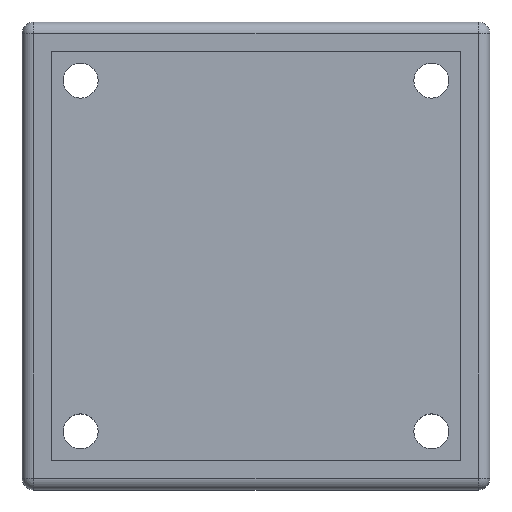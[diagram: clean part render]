
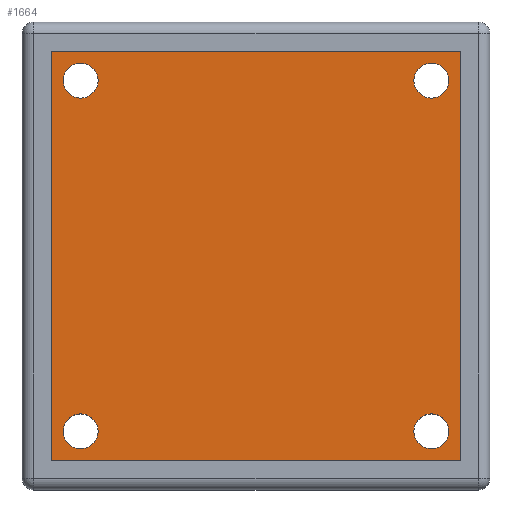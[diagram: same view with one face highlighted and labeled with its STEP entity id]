
A CAD part, top view. The second image highlights one B-rep face of the part: STEP entity #1664.
In plain terms, the highlighted planar face has unit normal (0, 0, 1).
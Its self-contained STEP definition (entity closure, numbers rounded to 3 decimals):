
#491 = CYLINDRICAL_SURFACE('',#492,1.5);
#492 = AXIS2_PLACEMENT_3D('',#493,#494,#495);
#493 = CARTESIAN_POINT('',(-15.,-15.,5.));
#494 = DIRECTION('',(-0.,-0.,-1.));
#495 = DIRECTION('',(1.,0.,0.));
#526 = CYLINDRICAL_SURFACE('',#527,1.5);
#527 = AXIS2_PLACEMENT_3D('',#528,#529,#530);
#528 = CARTESIAN_POINT('',(15.,-15.,5.));
#529 = DIRECTION('',(-0.,-0.,-1.));
#530 = DIRECTION('',(1.,0.,0.));
#561 = CYLINDRICAL_SURFACE('',#562,1.5);
#562 = AXIS2_PLACEMENT_3D('',#563,#564,#565);
#563 = CARTESIAN_POINT('',(-15.,15.,5.));
#564 = DIRECTION('',(-0.,-0.,-1.));
#565 = DIRECTION('',(1.,0.,0.));
#596 = CYLINDRICAL_SURFACE('',#597,1.5);
#597 = AXIS2_PLACEMENT_3D('',#598,#599,#600);
#598 = CARTESIAN_POINT('',(15.,15.,5.));
#599 = DIRECTION('',(-0.,-0.,-1.));
#600 = DIRECTION('',(1.,0.,0.));
#840 = PLANE('',#841);
#841 = AXIS2_PLACEMENT_3D('',#842,#843,#844);
#842 = CARTESIAN_POINT('',(-17.5,-17.5,10.));
#843 = DIRECTION('',(1.,0.,0.));
#844 = DIRECTION('',(0.,1.,0.));
#868 = PLANE('',#869);
#869 = AXIS2_PLACEMENT_3D('',#870,#871,#872);
#870 = CARTESIAN_POINT('',(-17.5,17.5,10.));
#871 = DIRECTION('',(0.,-1.,0.));
#872 = DIRECTION('',(1.,0.,0.));
#896 = PLANE('',#897);
#897 = AXIS2_PLACEMENT_3D('',#898,#899,#900);
#898 = CARTESIAN_POINT('',(17.5,17.5,10.));
#899 = DIRECTION('',(-1.,0.,0.));
#900 = DIRECTION('',(0.,-1.,0.));
#922 = PLANE('',#923);
#923 = AXIS2_PLACEMENT_3D('',#924,#925,#926);
#924 = CARTESIAN_POINT('',(17.5,-17.5,10.));
#925 = DIRECTION('',(0.,1.,0.));
#926 = DIRECTION('',(-1.,0.,0.));
#1151 = VERTEX_POINT('',#1152);
#1152 = CARTESIAN_POINT('',(-13.5,-15.,5.));
#1173 = EDGE_CURVE('',#1151,#1151,#1174,.T.);
#1174 = SURFACE_CURVE('',#1175,(#1180,#1187),.PCURVE_S1.);
#1175 = CIRCLE('',#1176,1.5);
#1176 = AXIS2_PLACEMENT_3D('',#1177,#1178,#1179);
#1177 = CARTESIAN_POINT('',(-15.,-15.,5.));
#1178 = DIRECTION('',(0.,0.,1.));
#1179 = DIRECTION('',(1.,0.,0.));
#1180 = PCURVE('',#491,#1181);
#1181 = DEFINITIONAL_REPRESENTATION('',(#1182),#1186);
#1182 = LINE('',#1183,#1184);
#1183 = CARTESIAN_POINT('',(-0.,0.));
#1184 = VECTOR('',#1185,1.);
#1185 = DIRECTION('',(-1.,0.));
#1186 = ( GEOMETRIC_REPRESENTATION_CONTEXT(2) 
PARAMETRIC_REPRESENTATION_CONTEXT() REPRESENTATION_CONTEXT('2D SPACE',''
  ) );
#1187 = PCURVE('',#1188,#1193);
#1188 = PLANE('',#1189);
#1189 = AXIS2_PLACEMENT_3D('',#1190,#1191,#1192);
#1190 = CARTESIAN_POINT('',(0.,0.,5.));
#1191 = DIRECTION('',(0.,0.,1.));
#1192 = DIRECTION('',(1.,0.,0.));
#1193 = DEFINITIONAL_REPRESENTATION('',(#1194),#1198);
#1194 = CIRCLE('',#1195,1.5);
#1195 = AXIS2_PLACEMENT_2D('',#1196,#1197);
#1196 = CARTESIAN_POINT('',(-15.,-15.));
#1197 = DIRECTION('',(1.,0.));
#1198 = ( GEOMETRIC_REPRESENTATION_CONTEXT(2) 
PARAMETRIC_REPRESENTATION_CONTEXT() REPRESENTATION_CONTEXT('2D SPACE',''
  ) );
#1206 = VERTEX_POINT('',#1207);
#1207 = CARTESIAN_POINT('',(16.5,-15.,5.));
#1228 = EDGE_CURVE('',#1206,#1206,#1229,.T.);
#1229 = SURFACE_CURVE('',#1230,(#1235,#1242),.PCURVE_S1.);
#1230 = CIRCLE('',#1231,1.5);
#1231 = AXIS2_PLACEMENT_3D('',#1232,#1233,#1234);
#1232 = CARTESIAN_POINT('',(15.,-15.,5.));
#1233 = DIRECTION('',(0.,0.,1.));
#1234 = DIRECTION('',(1.,0.,0.));
#1235 = PCURVE('',#526,#1236);
#1236 = DEFINITIONAL_REPRESENTATION('',(#1237),#1241);
#1237 = LINE('',#1238,#1239);
#1238 = CARTESIAN_POINT('',(-0.,0.));
#1239 = VECTOR('',#1240,1.);
#1240 = DIRECTION('',(-1.,0.));
#1241 = ( GEOMETRIC_REPRESENTATION_CONTEXT(2) 
PARAMETRIC_REPRESENTATION_CONTEXT() REPRESENTATION_CONTEXT('2D SPACE',''
  ) );
#1242 = PCURVE('',#1188,#1243);
#1243 = DEFINITIONAL_REPRESENTATION('',(#1244),#1248);
#1244 = CIRCLE('',#1245,1.5);
#1245 = AXIS2_PLACEMENT_2D('',#1246,#1247);
#1246 = CARTESIAN_POINT('',(15.,-15.));
#1247 = DIRECTION('',(1.,0.));
#1248 = ( GEOMETRIC_REPRESENTATION_CONTEXT(2) 
PARAMETRIC_REPRESENTATION_CONTEXT() REPRESENTATION_CONTEXT('2D SPACE',''
  ) );
#1256 = VERTEX_POINT('',#1257);
#1257 = CARTESIAN_POINT('',(-13.5,15.,5.));
#1278 = EDGE_CURVE('',#1256,#1256,#1279,.T.);
#1279 = SURFACE_CURVE('',#1280,(#1285,#1292),.PCURVE_S1.);
#1280 = CIRCLE('',#1281,1.5);
#1281 = AXIS2_PLACEMENT_3D('',#1282,#1283,#1284);
#1282 = CARTESIAN_POINT('',(-15.,15.,5.));
#1283 = DIRECTION('',(0.,0.,1.));
#1284 = DIRECTION('',(1.,0.,0.));
#1285 = PCURVE('',#561,#1286);
#1286 = DEFINITIONAL_REPRESENTATION('',(#1287),#1291);
#1287 = LINE('',#1288,#1289);
#1288 = CARTESIAN_POINT('',(-0.,0.));
#1289 = VECTOR('',#1290,1.);
#1290 = DIRECTION('',(-1.,0.));
#1291 = ( GEOMETRIC_REPRESENTATION_CONTEXT(2) 
PARAMETRIC_REPRESENTATION_CONTEXT() REPRESENTATION_CONTEXT('2D SPACE',''
  ) );
#1292 = PCURVE('',#1188,#1293);
#1293 = DEFINITIONAL_REPRESENTATION('',(#1294),#1298);
#1294 = CIRCLE('',#1295,1.5);
#1295 = AXIS2_PLACEMENT_2D('',#1296,#1297);
#1296 = CARTESIAN_POINT('',(-15.,15.));
#1297 = DIRECTION('',(1.,0.));
#1298 = ( GEOMETRIC_REPRESENTATION_CONTEXT(2) 
PARAMETRIC_REPRESENTATION_CONTEXT() REPRESENTATION_CONTEXT('2D SPACE',''
  ) );
#1306 = VERTEX_POINT('',#1307);
#1307 = CARTESIAN_POINT('',(16.5,15.,5.));
#1328 = EDGE_CURVE('',#1306,#1306,#1329,.T.);
#1329 = SURFACE_CURVE('',#1330,(#1335,#1342),.PCURVE_S1.);
#1330 = CIRCLE('',#1331,1.5);
#1331 = AXIS2_PLACEMENT_3D('',#1332,#1333,#1334);
#1332 = CARTESIAN_POINT('',(15.,15.,5.));
#1333 = DIRECTION('',(0.,0.,1.));
#1334 = DIRECTION('',(1.,0.,0.));
#1335 = PCURVE('',#596,#1336);
#1336 = DEFINITIONAL_REPRESENTATION('',(#1337),#1341);
#1337 = LINE('',#1338,#1339);
#1338 = CARTESIAN_POINT('',(-0.,0.));
#1339 = VECTOR('',#1340,1.);
#1340 = DIRECTION('',(-1.,0.));
#1341 = ( GEOMETRIC_REPRESENTATION_CONTEXT(2) 
PARAMETRIC_REPRESENTATION_CONTEXT() REPRESENTATION_CONTEXT('2D SPACE',''
  ) );
#1342 = PCURVE('',#1188,#1343);
#1343 = DEFINITIONAL_REPRESENTATION('',(#1344),#1348);
#1344 = CIRCLE('',#1345,1.5);
#1345 = AXIS2_PLACEMENT_2D('',#1346,#1347);
#1346 = CARTESIAN_POINT('',(15.,15.));
#1347 = DIRECTION('',(1.,0.));
#1348 = ( GEOMETRIC_REPRESENTATION_CONTEXT(2) 
PARAMETRIC_REPRESENTATION_CONTEXT() REPRESENTATION_CONTEXT('2D SPACE',''
  ) );
#1461 = VERTEX_POINT('',#1462);
#1462 = CARTESIAN_POINT('',(-17.5,-17.5,5.));
#1483 = EDGE_CURVE('',#1461,#1484,#1486,.T.);
#1484 = VERTEX_POINT('',#1485);
#1485 = CARTESIAN_POINT('',(-17.5,17.5,5.));
#1486 = SURFACE_CURVE('',#1487,(#1491,#1498),.PCURVE_S1.);
#1487 = LINE('',#1488,#1489);
#1488 = CARTESIAN_POINT('',(-17.5,-17.5,5.));
#1489 = VECTOR('',#1490,1.);
#1490 = DIRECTION('',(0.,1.,0.));
#1491 = PCURVE('',#840,#1492);
#1492 = DEFINITIONAL_REPRESENTATION('',(#1493),#1497);
#1493 = LINE('',#1494,#1495);
#1494 = CARTESIAN_POINT('',(0.,-5.));
#1495 = VECTOR('',#1496,1.);
#1496 = DIRECTION('',(1.,0.));
#1497 = ( GEOMETRIC_REPRESENTATION_CONTEXT(2) 
PARAMETRIC_REPRESENTATION_CONTEXT() REPRESENTATION_CONTEXT('2D SPACE',''
  ) );
#1498 = PCURVE('',#1188,#1499);
#1499 = DEFINITIONAL_REPRESENTATION('',(#1500),#1504);
#1500 = LINE('',#1501,#1502);
#1501 = CARTESIAN_POINT('',(-17.5,-17.5));
#1502 = VECTOR('',#1503,1.);
#1503 = DIRECTION('',(0.,1.));
#1504 = ( GEOMETRIC_REPRESENTATION_CONTEXT(2) 
PARAMETRIC_REPRESENTATION_CONTEXT() REPRESENTATION_CONTEXT('2D SPACE',''
  ) );
#1532 = VERTEX_POINT('',#1533);
#1533 = CARTESIAN_POINT('',(17.5,-17.5,5.));
#1554 = EDGE_CURVE('',#1532,#1461,#1555,.T.);
#1555 = SURFACE_CURVE('',#1556,(#1560,#1567),.PCURVE_S1.);
#1556 = LINE('',#1557,#1558);
#1557 = CARTESIAN_POINT('',(17.5,-17.5,5.));
#1558 = VECTOR('',#1559,1.);
#1559 = DIRECTION('',(-1.,0.,0.));
#1560 = PCURVE('',#922,#1561);
#1561 = DEFINITIONAL_REPRESENTATION('',(#1562),#1566);
#1562 = LINE('',#1563,#1564);
#1563 = CARTESIAN_POINT('',(0.,-5.));
#1564 = VECTOR('',#1565,1.);
#1565 = DIRECTION('',(1.,0.));
#1566 = ( GEOMETRIC_REPRESENTATION_CONTEXT(2) 
PARAMETRIC_REPRESENTATION_CONTEXT() REPRESENTATION_CONTEXT('2D SPACE',''
  ) );
#1567 = PCURVE('',#1188,#1568);
#1568 = DEFINITIONAL_REPRESENTATION('',(#1569),#1573);
#1569 = LINE('',#1570,#1571);
#1570 = CARTESIAN_POINT('',(17.5,-17.5));
#1571 = VECTOR('',#1572,1.);
#1572 = DIRECTION('',(-1.,0.));
#1573 = ( GEOMETRIC_REPRESENTATION_CONTEXT(2) 
PARAMETRIC_REPRESENTATION_CONTEXT() REPRESENTATION_CONTEXT('2D SPACE',''
  ) );
#1581 = VERTEX_POINT('',#1582);
#1582 = CARTESIAN_POINT('',(17.5,17.5,5.));
#1603 = EDGE_CURVE('',#1581,#1532,#1604,.T.);
#1604 = SURFACE_CURVE('',#1605,(#1609,#1616),.PCURVE_S1.);
#1605 = LINE('',#1606,#1607);
#1606 = CARTESIAN_POINT('',(17.5,17.5,5.));
#1607 = VECTOR('',#1608,1.);
#1608 = DIRECTION('',(0.,-1.,0.));
#1609 = PCURVE('',#896,#1610);
#1610 = DEFINITIONAL_REPRESENTATION('',(#1611),#1615);
#1611 = LINE('',#1612,#1613);
#1612 = CARTESIAN_POINT('',(0.,-5.));
#1613 = VECTOR('',#1614,1.);
#1614 = DIRECTION('',(1.,0.));
#1615 = ( GEOMETRIC_REPRESENTATION_CONTEXT(2) 
PARAMETRIC_REPRESENTATION_CONTEXT() REPRESENTATION_CONTEXT('2D SPACE',''
  ) );
#1616 = PCURVE('',#1188,#1617);
#1617 = DEFINITIONAL_REPRESENTATION('',(#1618),#1622);
#1618 = LINE('',#1619,#1620);
#1619 = CARTESIAN_POINT('',(17.5,17.5));
#1620 = VECTOR('',#1621,1.);
#1621 = DIRECTION('',(0.,-1.));
#1622 = ( GEOMETRIC_REPRESENTATION_CONTEXT(2) 
PARAMETRIC_REPRESENTATION_CONTEXT() REPRESENTATION_CONTEXT('2D SPACE',''
  ) );
#1630 = EDGE_CURVE('',#1484,#1581,#1631,.T.);
#1631 = SURFACE_CURVE('',#1632,(#1636,#1643),.PCURVE_S1.);
#1632 = LINE('',#1633,#1634);
#1633 = CARTESIAN_POINT('',(-17.5,17.5,5.));
#1634 = VECTOR('',#1635,1.);
#1635 = DIRECTION('',(1.,0.,0.));
#1636 = PCURVE('',#868,#1637);
#1637 = DEFINITIONAL_REPRESENTATION('',(#1638),#1642);
#1638 = LINE('',#1639,#1640);
#1639 = CARTESIAN_POINT('',(0.,-5.));
#1640 = VECTOR('',#1641,1.);
#1641 = DIRECTION('',(1.,0.));
#1642 = ( GEOMETRIC_REPRESENTATION_CONTEXT(2) 
PARAMETRIC_REPRESENTATION_CONTEXT() REPRESENTATION_CONTEXT('2D SPACE',''
  ) );
#1643 = PCURVE('',#1188,#1644);
#1644 = DEFINITIONAL_REPRESENTATION('',(#1645),#1649);
#1645 = LINE('',#1646,#1647);
#1646 = CARTESIAN_POINT('',(-17.5,17.5));
#1647 = VECTOR('',#1648,1.);
#1648 = DIRECTION('',(1.,0.));
#1649 = ( GEOMETRIC_REPRESENTATION_CONTEXT(2) 
PARAMETRIC_REPRESENTATION_CONTEXT() REPRESENTATION_CONTEXT('2D SPACE',''
  ) );
#1664 = ADVANCED_FACE('',(#1665,#1671,#1674,#1677,#1680),#1188,.T.);
#1665 = FACE_BOUND('',#1666,.T.);
#1666 = EDGE_LOOP('',(#1667,#1668,#1669,#1670));
#1667 = ORIENTED_EDGE('',*,*,#1630,.F.);
#1668 = ORIENTED_EDGE('',*,*,#1483,.F.);
#1669 = ORIENTED_EDGE('',*,*,#1554,.F.);
#1670 = ORIENTED_EDGE('',*,*,#1603,.F.);
#1671 = FACE_BOUND('',#1672,.T.);
#1672 = EDGE_LOOP('',(#1673));
#1673 = ORIENTED_EDGE('',*,*,#1173,.F.);
#1674 = FACE_BOUND('',#1675,.T.);
#1675 = EDGE_LOOP('',(#1676));
#1676 = ORIENTED_EDGE('',*,*,#1228,.F.);
#1677 = FACE_BOUND('',#1678,.T.);
#1678 = EDGE_LOOP('',(#1679));
#1679 = ORIENTED_EDGE('',*,*,#1278,.F.);
#1680 = FACE_BOUND('',#1681,.T.);
#1681 = EDGE_LOOP('',(#1682));
#1682 = ORIENTED_EDGE('',*,*,#1328,.F.);
